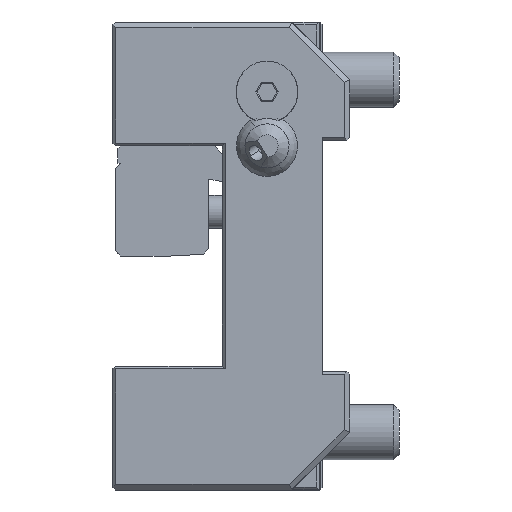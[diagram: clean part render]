
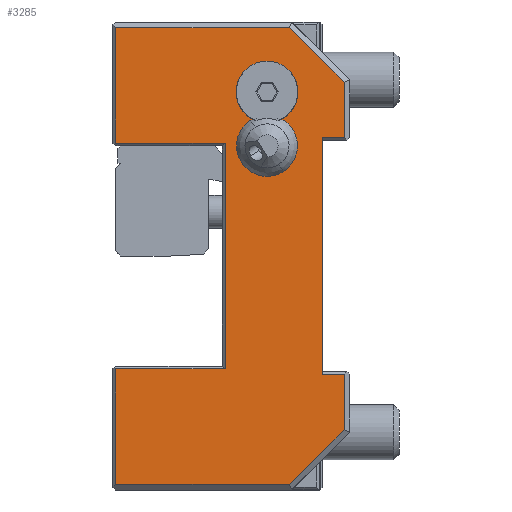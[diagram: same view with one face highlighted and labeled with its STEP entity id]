
A CAD part, left-side view. The second image highlights one B-rep face of the part: STEP entity #3285.
In plain terms, the highlighted planar face has unit normal (-1, 0, 0).
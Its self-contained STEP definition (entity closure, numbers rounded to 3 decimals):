
#177=DIRECTION('',(0.,0.,-1.));
#178=VECTOR('',#177,10.086);
#179=CARTESIAN_POINT('',(-52.324,-4.,-21.5));
#180=LINE('',#179,#178);
#181=DIRECTION('',(0.,-0.707,0.707));
#182=VECTOR('',#181,14.021);
#183=CARTESIAN_POINT('',(-52.324,5.914,-41.5));
#184=LINE('',#183,#182);
#185=DIRECTION('',(0.,-1.,0.));
#186=VECTOR('',#185,31.586);
#187=CARTESIAN_POINT('',(-52.324,37.5,-41.5));
#188=LINE('',#187,#186);
#189=DIRECTION('',(0.,0.,1.));
#190=VECTOR('',#189,21.);
#191=CARTESIAN_POINT('',(-52.324,37.5,-41.5));
#192=LINE('',#191,#190);
#193=DIRECTION('',(0.,1.,0.));
#194=VECTOR('',#193,19.9);
#195=CARTESIAN_POINT('',(-52.324,17.6,-20.5));
#196=LINE('',#195,#194);
#197=DIRECTION('',(0.,0.,-1.));
#198=VECTOR('',#197,41.);
#199=CARTESIAN_POINT('',(-52.324,17.6,20.5));
#200=LINE('',#199,#198);
#201=DIRECTION('',(0.,-1.,0.));
#202=VECTOR('',#201,19.9);
#203=CARTESIAN_POINT('',(-52.324,37.5,20.5));
#204=LINE('',#203,#202);
#205=DIRECTION('',(0.,0.,1.));
#206=VECTOR('',#205,21.);
#207=CARTESIAN_POINT('',(-52.324,37.5,20.5));
#208=LINE('',#207,#206);
#209=DIRECTION('',(0.,-1.,0.));
#210=VECTOR('',#209,31.586);
#211=CARTESIAN_POINT('',(-52.324,37.5,41.5));
#212=LINE('',#211,#210);
#213=DIRECTION('',(0.,0.707,0.707));
#214=VECTOR('',#213,14.021);
#215=CARTESIAN_POINT('',(-52.324,-4.,31.586));
#216=LINE('',#215,#214);
#217=DIRECTION('',(0.,0.,-1.));
#218=VECTOR('',#217,10.086);
#219=CARTESIAN_POINT('',(-52.324,-4.,31.586));
#220=LINE('',#219,#218);
#221=DIRECTION('',(0.,-1.,0.));
#222=VECTOR('',#221,4.);
#223=CARTESIAN_POINT('',(-52.324,0.,21.5));
#224=LINE('',#223,#222);
#225=DIRECTION('',(0.,1.,0.));
#226=VECTOR('',#225,4.);
#227=CARTESIAN_POINT('',(-52.324,-4.,-21.5));
#228=LINE('',#227,#226);
#229=CARTESIAN_POINT('',(-52.324,10.,20.));
#230=DIRECTION('',(-1.,0.,0.));
#231=DIRECTION('',(0.,0.265,0.964));
#232=AXIS2_PLACEMENT_3D('',#229,#230,#231);
#234=CARTESIAN_POINT('',(-52.324,10.,20.));
#235=DIRECTION('',(-1.,0.,0.));
#236=DIRECTION('',(0.,0.534,0.845));
#237=AXIS2_PLACEMENT_3D('',#234,#235,#236);
#239=CARTESIAN_POINT('',(-52.324,10.,20.));
#240=DIRECTION('',(-1.,0.,0.));
#241=DIRECTION('',(0.,-0.534,-0.845));
#242=AXIS2_PLACEMENT_3D('',#239,#240,#241);
#324=DIRECTION('',(0.,0.,1.));
#325=VECTOR('',#324,43.);
#326=CARTESIAN_POINT('',(-52.324,0.,-21.5));
#327=LINE('',#326,#325);
#1906=CARTESIAN_POINT('',(-52.324,10.,29.8));
#1907=DIRECTION('',(1.,0.,0.));
#1908=DIRECTION('',(0.,0.312,-0.95));
#1909=AXIS2_PLACEMENT_3D('',#1906,#1907,#1908);
#1935=CARTESIAN_POINT('',(-52.324,8.535,25.334));
#1952=CARTESIAN_POINT('',(-52.324,11.465,25.334));
#2397=CARTESIAN_POINT('',(-52.324,37.5,20.5));
#2398=CARTESIAN_POINT('',(-52.324,17.6,20.5));
#2399=VERTEX_POINT('',#2397);
#2400=VERTEX_POINT('',#2398);
#2401=CARTESIAN_POINT('',(-52.324,17.6,-20.5));
#2402=VERTEX_POINT('',#2401);
#2403=CARTESIAN_POINT('',(-52.324,37.5,-20.5));
#2404=VERTEX_POINT('',#2403);
#2445=CARTESIAN_POINT('',(-52.324,-4.,-21.5));
#2446=CARTESIAN_POINT('',(-52.324,-4.,-31.586));
#2447=VERTEX_POINT('',#2445);
#2448=VERTEX_POINT('',#2446);
#2453=CARTESIAN_POINT('',(-52.324,37.5,41.5));
#2455=VERTEX_POINT('',#2453);
#2461=CARTESIAN_POINT('',(-52.324,5.914,41.5));
#2462=VERTEX_POINT('',#2461);
#2467=CARTESIAN_POINT('',(-52.324,-4.,31.586));
#2468=CARTESIAN_POINT('',(-52.324,-4.,21.5));
#2469=VERTEX_POINT('',#2467);
#2470=VERTEX_POINT('',#2468);
#2475=CARTESIAN_POINT('',(-52.324,37.5,-41.5));
#2476=VERTEX_POINT('',#2475);
#2477=CARTESIAN_POINT('',(-52.324,5.914,-41.5));
#2478=VERTEX_POINT('',#2477);
#2485=CARTESIAN_POINT('',(-52.324,0.,-21.5));
#2487=VERTEX_POINT('',#2485);
#2530=CARTESIAN_POINT('',(-52.324,0.,21.5));
#2532=VERTEX_POINT('',#2530);
#2847=CARTESIAN_POINT('',(-52.324,12.956,24.675));
#2848=CARTESIAN_POINT('',(-52.324,7.044,15.325));
#2849=VERTEX_POINT('',#2847);
#2850=VERTEX_POINT('',#2848);
#2897=VERTEX_POINT('',#1935);
#2898=VERTEX_POINT('',#1952);
#3244=CARTESIAN_POINT('',(-52.324,-5.,-42.5));
#3245=DIRECTION('',(-1.,0.,0.));
#3246=DIRECTION('',(0.,0.,1.));
#3247=AXIS2_PLACEMENT_3D('',#3244,#3245,#3246);
#3248=PLANE('',#3247);
#3250=ORIENTED_EDGE('',*,*,#3249,.T.);
#3252=ORIENTED_EDGE('',*,*,#3251,.F.);
#3254=ORIENTED_EDGE('',*,*,#3253,.F.);
#3256=ORIENTED_EDGE('',*,*,#3255,.T.);
#3258=ORIENTED_EDGE('',*,*,#3257,.F.);
#3260=ORIENTED_EDGE('',*,*,#3259,.F.);
#3262=ORIENTED_EDGE('',*,*,#3261,.F.);
#3263=ORIENTED_EDGE('',*,*,#3233,.T.);
#3264=ORIENTED_EDGE('',*,*,#3222,.T.);
#3265=ORIENTED_EDGE('',*,*,#3205,.F.);
#3266=ORIENTED_EDGE('',*,*,#2973,.T.);
#3268=ORIENTED_EDGE('',*,*,#3267,.F.);
#3270=ORIENTED_EDGE('',*,*,#3269,.F.);
#3272=ORIENTED_EDGE('',*,*,#3271,.F.);
#3273=EDGE_LOOP('',(#3250,#3252,#3254,#3256,#3258,#3260,#3262,#3263,#3264,#3265,
#3266,#3268,#3270,#3272));
#3274=FACE_OUTER_BOUND('',#3273,.F.);
#3276=ORIENTED_EDGE('',*,*,#3275,.F.);
#3278=ORIENTED_EDGE('',*,*,#3277,.T.);
#3280=ORIENTED_EDGE('',*,*,#3279,.T.);
#3282=ORIENTED_EDGE('',*,*,#3281,.T.);
#3283=EDGE_LOOP('',(#3276,#3278,#3280,#3282));
#3284=FACE_BOUND('',#3283,.F.);
#233=CIRCLE('',#232,5.531);
#238=CIRCLE('',#237,5.531);
#243=CIRCLE('',#242,5.531);
#1910=CIRCLE('',#1909,4.7);
#2973=EDGE_CURVE('',#2469,#2470,#220,.T.);
#3205=EDGE_CURVE('',#2469,#2462,#216,.T.);
#3222=EDGE_CURVE('',#2455,#2462,#212,.T.);
#3233=EDGE_CURVE('',#2399,#2455,#208,.T.);
#3249=EDGE_CURVE('',#2447,#2448,#180,.T.);
#3251=EDGE_CURVE('',#2478,#2448,#184,.T.);
#3253=EDGE_CURVE('',#2476,#2478,#188,.T.);
#3255=EDGE_CURVE('',#2476,#2404,#192,.T.);
#3257=EDGE_CURVE('',#2402,#2404,#196,.T.);
#3259=EDGE_CURVE('',#2400,#2402,#200,.T.);
#3261=EDGE_CURVE('',#2399,#2400,#204,.T.);
#3267=EDGE_CURVE('',#2532,#2470,#224,.T.);
#3269=EDGE_CURVE('',#2487,#2532,#327,.T.);
#3271=EDGE_CURVE('',#2447,#2487,#228,.T.);
#3275=EDGE_CURVE('',#2898,#2897,#1910,.T.);
#3277=EDGE_CURVE('',#2898,#2849,#233,.T.);
#3279=EDGE_CURVE('',#2849,#2850,#238,.T.);
#3281=EDGE_CURVE('',#2850,#2897,#243,.T.);
#3285=ADVANCED_FACE('',(#3274,#3284),#3248,.T.);
